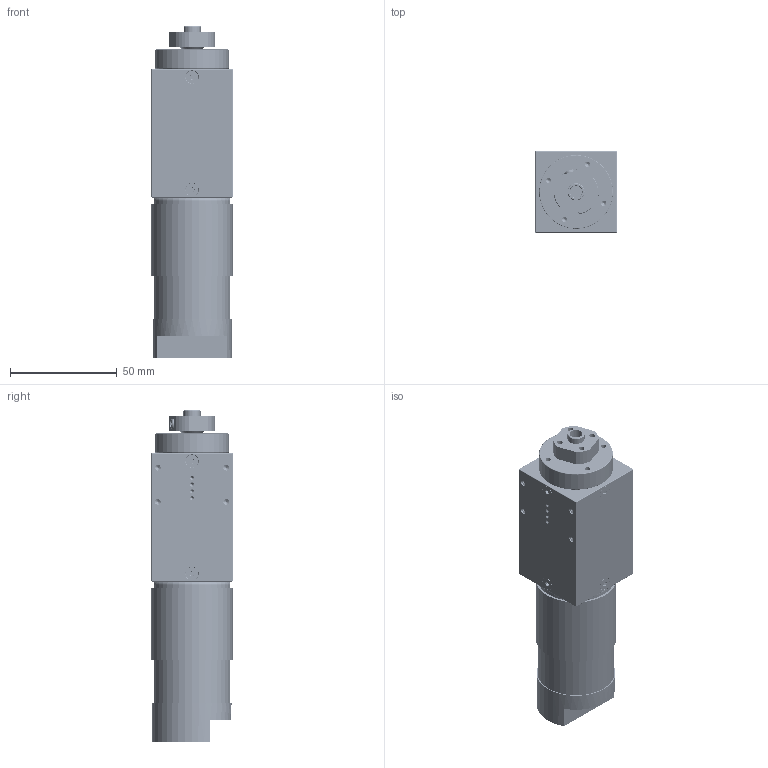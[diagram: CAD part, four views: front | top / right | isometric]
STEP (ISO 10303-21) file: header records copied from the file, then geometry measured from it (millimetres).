
FILE_DESCRIPTION (( 'STEP AP214' ), '1' );
FILE_NAME ('am-3644 NeveRest Sport, 256-1 with Motor.STEP', '2017-08-03T15:58:03', ( '' ), ( '' ), 'SwSTEP 2.0', 'SolidWorks 2017', '' );
FILE_SCHEMA (( 'AUTOMOTIVE_DESIGN' ));
Length unit declared in the file: inch
Products named in the file (20): dv-XXXX Output Plug - 550 Sport; Nub Shaft; BALL BEARING_5972K154; dv-XXXX Output Plug with orbital bolt circle; M3x0.5x6mm SHCS_91290A111; neveRest+15T+pinion; 91294A126_BLACK ALLOY STEEL FLAT-HEAD SOCKET CAP SCREW_91294A126; 15T+pinion+3.2mm+bore+motor; am-3104 NeveRest Motor; am-3644 NeveRest Sport, 256-1 with Motor; dv-XXXX Carrier Stage 4-1 Planet, 4-1 Sun - 550 Sport; dv-XXXX- Carrier Plate 15T pinion; dv-XXXX - Carrier Plate 4-1 Planet, 4-1 Sun; 10-32 x 0.25 Set Screw Cup Point; dv-XXXX Carrier Stage 4-1 planet, 0.3125 hex output; am-2892+15T+pinion+3.2mm+bore; dv-XXXX - Carrier Plate 4-1 planet, 0.3125 hex output; dv-XXXX - 4 Stage 550 Sport Ring Gear Housing; dv-XXXX Motor Mount Plug; Thrust Washer
Assembly tree (35 placements, depth 3):
  am-3644 NeveRest Sport, 256-1 with Motor
    91294A126_BLACK ALLOY STEEL FLAT-HEAD SOCKET CAP SCREW_91294A126  x6
    dv-XXXX Output Plug - 550 Sport
      dv-XXXX Output Plug with orbital bolt circle
      BALL BEARING_5972K154  x2
      Nub Shaft
    Thrust Washer
    dv-XXXX Motor Mount Plug
    dv-XXXX - 4 Stage 550 Sport Ring Gear Housing
    dv-XXXX Carrier Stage 4-1 planet, 0.3125 hex output
      dv-XXXX - Carrier Plate 4-1 planet, 0.3125 hex output
      am-2892+15T+pinion+3.2mm+bore  x4
    10-32 x 0.25 Set Screw Cup Point
    dv-XXXX Carrier Stage 4-1 Planet, 4-1 Sun - 550 Sport  x3
      dv-XXXX - Carrier Plate 4-1 Planet, 4-1 Sun
      am-2892+15T+pinion+3.2mm+bore
      dv-XXXX- Carrier Plate 15T pinion
    neveRest+15T+pinion
      am-3104 NeveRest Motor
      15T+pinion+3.2mm+bore+motor
    M3x0.5x6mm SHCS_91290A111  x2
Bounding box: 38.15 x 38.2 x 155.45 mm (x, y, z)
Volume: 163274.7 mm3; surface area: 64817.1 mm2
Topology: 71 solids, 71 shells, 3475 faces, 9518 edges, 6181 vertices
Faces by surface type: cylinder 2436, plane 423, cone 285, bspline 196, torus 79, sphere 56
Entity records: 88476 total; most frequent: CARTESIAN_POINT 44127, ORIENTED_EDGE 8602, DIRECTION 7747, EDGE_CURVE 4301, AXIS2_PLACEMENT_3D 2989, VERTEX_POINT 2798, LINE 1769, VECTOR 1769
